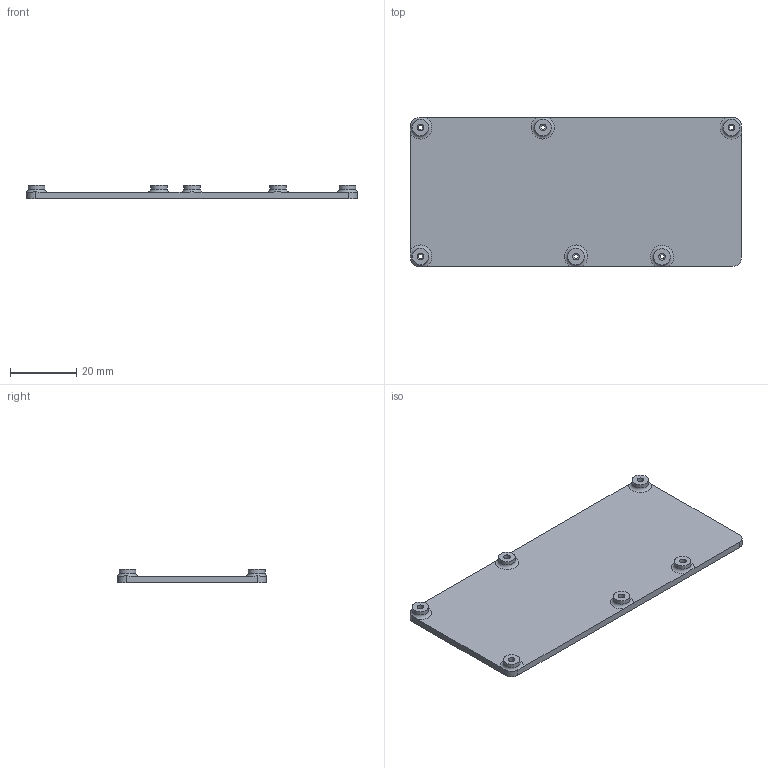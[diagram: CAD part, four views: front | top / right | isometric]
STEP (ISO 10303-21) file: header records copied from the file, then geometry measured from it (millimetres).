
FILE_DESCRIPTION(/* description */ ('','CAx-IF Rec.Pracs.---Representation and Presentation of Product Manufacturing Information (PMI)---4.0---2014-10-13'),/* implementation_level */ '2;1');
FILE_NAME(/* name */ 'current_sensor_board_base.stp',/* time_stamp */ '2025-08-24T15:23:30+08:00',/* author */ ('Toby'),/* organization */ (''),/* preprocessor_version */ 'ST-DEVELOPER v18.1',/* originating_system */ 'Autodesk Inventor 2021',/* authorisation */ '');
FILE_SCHEMA (('AP242_MANAGED_MODEL_BASED_3D_ENGINEERING_MIM_LF { 1 0 10303 442 1 1 4 }'));
Length unit declared in the file: millimetre
Products named in the file (1): current_sensor_board_base
Bounding box: 100 x 45 x 4.2 mm (x, y, z)
Volume: 9190 mm3; surface area: 9866 mm2
Topology: 1 solids, 1 shells, 40 faces, 144 edges, 112 vertices
Faces by surface type: cylinder 16, plane 12, torus 6, cone 6
Full cylindrical faces by diameter (mm): 2 x6, 5 x6
Entity records: 1815 total; most frequent: CARTESIAN_POINT 399, DIRECTION 321, ORIENTED_EDGE 252, AXIS2_PLACEMENT_3D 142, EDGE_CURVE 126, CIRCLE 88, VERTEX_POINT 88, EDGE_LOOP 52
